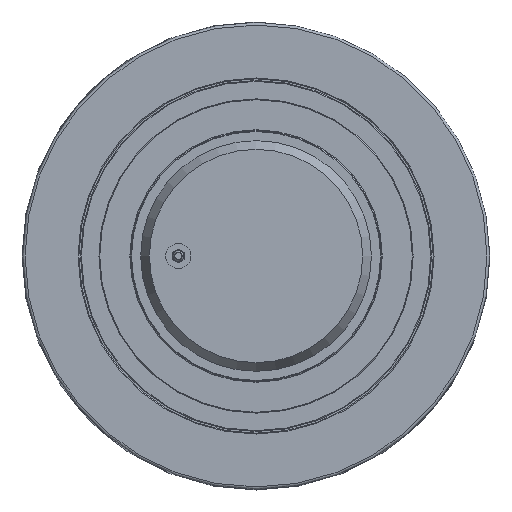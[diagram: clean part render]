
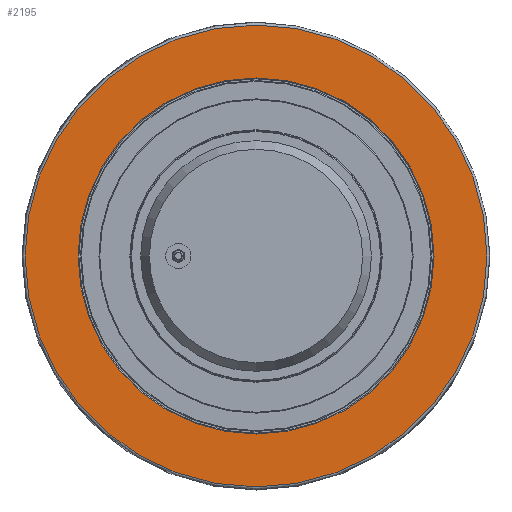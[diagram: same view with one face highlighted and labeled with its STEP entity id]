
A CAD part, left-side view. The second image highlights one B-rep face of the part: STEP entity #2195.
In plain terms, the highlighted planar face has unit normal (-1, 0, 0).
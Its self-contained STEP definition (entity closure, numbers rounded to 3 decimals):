
#99=FACE_BOUND('',#444,.T.);
#164=CIRCLE('',#2384,106.5);
#165=CIRCLE('',#2386,138.148);
#166=CIRCLE('',#2387,138.148);
#315=FACE_OUTER_BOUND('',#443,.T.);
#443=EDGE_LOOP('',(#1645,#1646));
#444=EDGE_LOOP('',(#1647));
#927=VERTEX_POINT('',#3540);
#928=VERTEX_POINT('',#3544);
#929=VERTEX_POINT('',#3545);
#1189=EDGE_CURVE('',#927,#927,#164,.T.);
#1191=EDGE_CURVE('',#928,#929,#165,.T.);
#1192=EDGE_CURVE('',#929,#928,#166,.T.);
#1645=ORIENTED_EDGE('',*,*,#1191,.F.);
#1646=ORIENTED_EDGE('',*,*,#1192,.F.);
#1647=ORIENTED_EDGE('',*,*,#1189,.F.);
#1996=PLANE('',#2385);
#2195=ADVANCED_FACE('',(#315,#99),#1996,.T.);
#2384=AXIS2_PLACEMENT_3D('',#3541,#2873,#2874);
#2385=AXIS2_PLACEMENT_3D('',#3543,#2876,#2877);
#2386=AXIS2_PLACEMENT_3D('',#3546,#2878,#2879);
#2387=AXIS2_PLACEMENT_3D('',#3547,#2880,#2881);
#2873=DIRECTION('center_axis',(-1.,0.,0.));
#2874=DIRECTION('ref_axis',(0.,0.,-1.));
#2876=DIRECTION('center_axis',(-1.,0.,0.));
#2877=DIRECTION('ref_axis',(0.,-1.,0.));
#2878=DIRECTION('center_axis',(1.,0.,0.));
#2879=DIRECTION('ref_axis',(0.,0.,-1.));
#2880=DIRECTION('center_axis',(1.,0.,0.));
#2881=DIRECTION('ref_axis',(0.,0.,-1.));
#3540=CARTESIAN_POINT('',(-108.983,-50.623,145.907));
#3541=CARTESIAN_POINT('Origin',(-108.983,-50.623,39.407));
#3543=CARTESIAN_POINT('Origin',(-108.983,-50.623,162.215));
#3544=CARTESIAN_POINT('',(-108.983,-50.623,177.555));
#3545=CARTESIAN_POINT('',(-108.983,-188.77,39.407));
#3546=CARTESIAN_POINT('Origin',(-108.983,-50.623,39.407));
#3547=CARTESIAN_POINT('Origin',(-108.983,-50.623,39.407));
